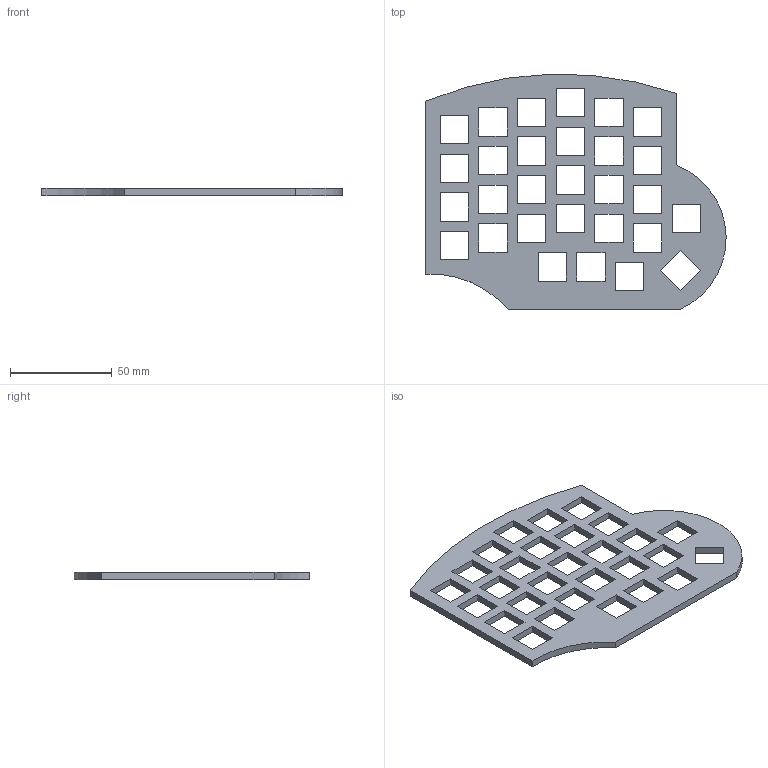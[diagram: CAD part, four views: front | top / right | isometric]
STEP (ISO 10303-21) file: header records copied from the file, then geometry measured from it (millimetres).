
FILE_DESCRIPTION(('FreeCAD Model'),'2;1');
FILE_NAME('Open CASCADE Shape Model','2025-04-03T13:49:40',(''),(''), 'Open CASCADE STEP processor 7.8','FreeCAD','Unknown');
FILE_SCHEMA(('AUTOMOTIVE_DESIGN { 1 0 10303 214 1 1 1 1 }'));
Length unit declared in the file: millimetre
Products named in the file (1): switch-plate
Bounding box: 147.89 x 116.04 x 3.5 mm (x, y, z)
Volume: 31270.1 mm3; surface area: 25189 mm2
Topology: 1 solids, 1 shells, 124 faces, 366 edges, 244 vertices
Faces by surface type: plane 121, cylinder 3
Entity records: 4194 total; most frequent: CARTESIAN_POINT 735, ORIENTED_EDGE 732, DIRECTION 622, EDGE_CURVE 366, LINE 360, VECTOR 360, VERTEX_POINT 244, FACE_BOUND 182
